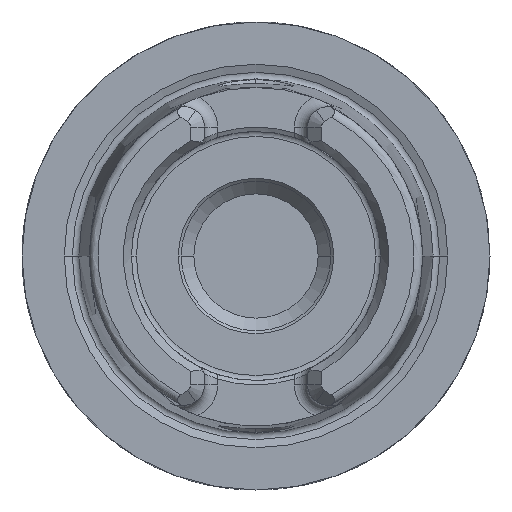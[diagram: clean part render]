
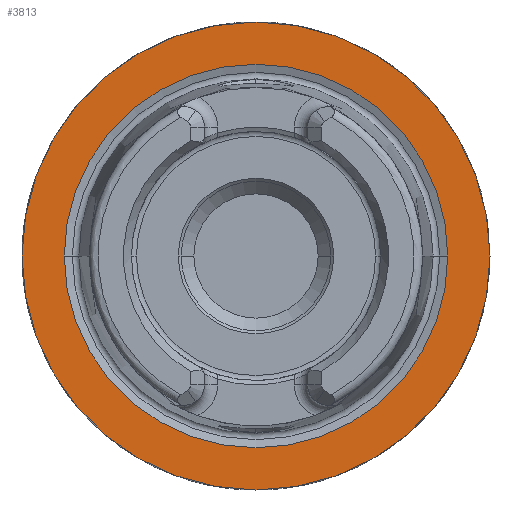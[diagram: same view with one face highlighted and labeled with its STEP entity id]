
A CAD part, left-side view. The second image highlights one B-rep face of the part: STEP entity #3813.
In plain terms, the highlighted planar face has unit normal (-1, 0, 0).
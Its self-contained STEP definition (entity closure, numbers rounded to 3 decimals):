
#652=CARTESIAN_POINT('',(0.,0.,0.));
#653=DIRECTION('',(1.,0.,0.));
#654=DIRECTION('',(0.,1.,0.));
#655=AXIS2_PLACEMENT_3D('',#652,#653,#654);
#657=CARTESIAN_POINT('',(0.,0.,0.));
#658=DIRECTION('',(-1.,0.,0.));
#659=DIRECTION('',(0.,1.,0.));
#660=AXIS2_PLACEMENT_3D('',#657,#658,#659);
#662=CARTESIAN_POINT('',(0.,0.,0.));
#663=DIRECTION('',(-1.,0.,0.));
#664=DIRECTION('',(0.,-1.,0.));
#665=AXIS2_PLACEMENT_3D('',#662,#663,#664);
#667=CARTESIAN_POINT('',(0.,0.,0.));
#668=DIRECTION('',(-1.,0.,0.));
#669=DIRECTION('',(0.,1.,0.));
#670=AXIS2_PLACEMENT_3D('',#667,#668,#669);
#2657=CARTESIAN_POINT('',(0.,-13.114,0.));
#2658=VERTEX_POINT('',#2657);
#2659=CARTESIAN_POINT('',(0.,13.114,0.));
#2660=VERTEX_POINT('',#2659);
#3002=CARTESIAN_POINT('',(0.,16.,0.));
#3003=CARTESIAN_POINT('',(0.,-16.,0.));
#3004=VERTEX_POINT('',#3002);
#3005=VERTEX_POINT('',#3003);
#3798=CARTESIAN_POINT('',(0.,0.,0.));
#3799=DIRECTION('',(1.,0.,0.));
#3800=DIRECTION('',(0.,-1.,0.));
#3801=AXIS2_PLACEMENT_3D('',#3798,#3799,#3800);
#3802=PLANE('',#3801);
#3804=ORIENTED_EDGE('',*,*,#3803,.T.);
#3806=ORIENTED_EDGE('',*,*,#3805,.F.);
#3807=EDGE_LOOP('',(#3804,#3806));
#3808=FACE_OUTER_BOUND('',#3807,.F.);
#3809=ORIENTED_EDGE('',*,*,#3793,.T.);
#3810=ORIENTED_EDGE('',*,*,#3777,.T.);
#3811=EDGE_LOOP('',(#3809,#3810));
#3812=FACE_BOUND('',#3811,.F.);
#3813=ADVANCED_FACE('',(#3808,#3812),#3802,.F.);
#656=CIRCLE('',#655,16.);
#661=CIRCLE('',#660,16.);
#666=CIRCLE('',#665,13.114);
#671=CIRCLE('',#670,13.114);
#3777=EDGE_CURVE('',#2660,#2658,#671,.T.);
#3793=EDGE_CURVE('',#2658,#2660,#666,.T.);
#3803=EDGE_CURVE('',#3004,#3005,#656,.T.);
#3805=EDGE_CURVE('',#3004,#3005,#661,.T.);
